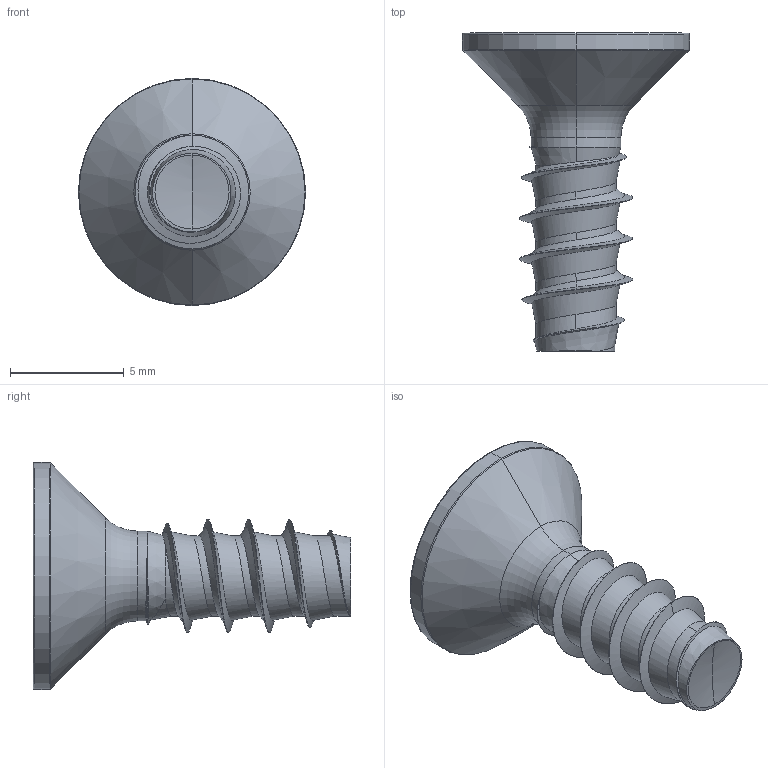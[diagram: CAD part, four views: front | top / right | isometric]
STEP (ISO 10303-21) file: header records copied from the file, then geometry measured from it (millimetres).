
FILE_DESCRIPTION (( 'STEP AP203' ), '1' );
FILE_NAME ('STP410500140.STEP', '2017-08-16T14:03:16', ( '' ), ( '' ), 'SwSTEP 2.0', 'SolidWorks 2015', '' );
FILE_SCHEMA (( 'CONFIG_CONTROL_DESIGN' ));
Length unit declared in the file: millimetre
Products named in the file (1): STP410500140
Bounding box: 10 x 14 x 10 mm (x, y, z)
Volume: 275 mm3; surface area: 400.6 mm2
Topology: 1 solids, 1 shells, 90 faces, 218 edges, 130 vertices
Faces by surface type: bspline 35, cylinder 34, cone 11, torus 6, sphere 2, plane 2
Entity records: 12523 total; most frequent: CARTESIAN_POINT 10679, ORIENTED_EDGE 432, DIRECTION 277, EDGE_CURVE 216, VERTEX_POINT 130, AXIS2_PLACEMENT_3D 114, B_SPLINE_CURVE_WITH_KNOTS 99, EDGE_LOOP 92
